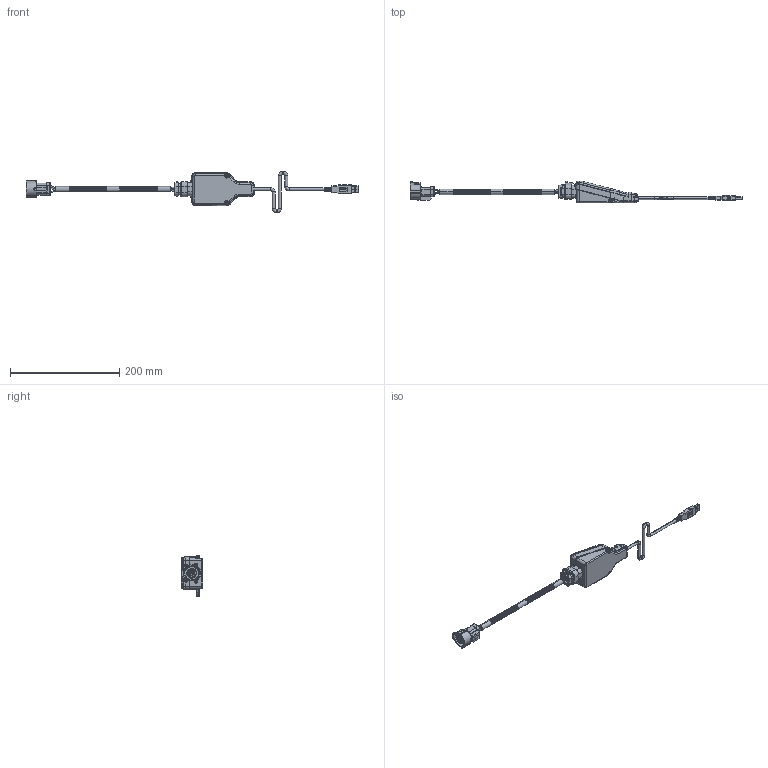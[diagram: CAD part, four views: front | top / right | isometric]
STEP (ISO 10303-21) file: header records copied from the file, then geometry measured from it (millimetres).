
FILE_DESCRIPTION (( 'STEP AP203' ), '1' );
FILE_NAME ('E2046002-A1 STEP FILE.STEP', '2013-03-11T14:43:35', ( '' ), ( '' ), 'SwSTEP 2.0', 'SolidWorks 2012', '' );
FILE_SCHEMA (( 'CONFIG_CONTROL_DESIGN' ));
Length unit declared in the file: inch
Products named in the file (1): E2046002-A1 STEP FILE
Bounding box: 606.46 x 39.88 x 75.28 mm (x, y, z)
Surface area: 57827.3 mm2 (no closed solid volume)
Topology: 0 solids, 107 shells, 1483 faces, 6251 edges, 4768 vertices
Faces by surface type: plane 634, cylinder 555, bspline 150, torus 75, cone 49, sphere 20
Entity records: 72431 total; most frequent: CARTESIAN_POINT 22706, DIRECTION 10081, ORIENTED_EDGE 9084, EDGE_CURVE 6242, VERTEX_POINT 4768, VECTOR 3753, LINE 3753, AXIS2_PLACEMENT_3D 3164
